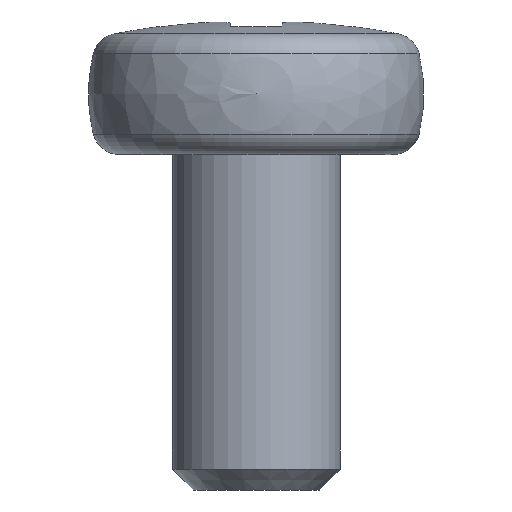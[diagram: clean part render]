
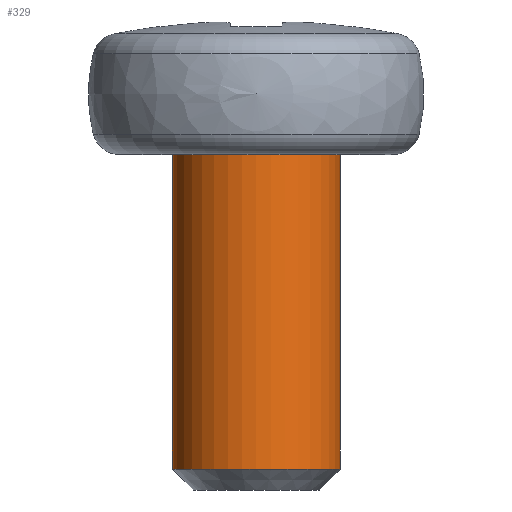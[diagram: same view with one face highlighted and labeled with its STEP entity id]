
A CAD part, left-side view. The second image highlights one B-rep face of the part: STEP entity #329.
In plain terms, the highlighted cylindrical face has radius 1.25 mm (diameter 2.5 mm), a partial arc.
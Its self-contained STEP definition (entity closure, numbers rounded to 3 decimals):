
#73 = VERTEX_POINT ( 'NONE', #158 ) ;
#103 = EDGE_CURVE ( 'NONE', #73, #131, #1514, .T. ) ;
#131 = VERTEX_POINT ( 'NONE', #208 ) ;
#158 = CARTESIAN_POINT ( 'NONE',  ( 0., 1.25, -2.187 ) ) ;
#208 = CARTESIAN_POINT ( 'NONE',  ( 0., 1.25, 2.5 ) ) ;
#245 = CYLINDRICAL_SURFACE ( 'NONE', #1566, 1.25 ) ;
#264 = CARTESIAN_POINT ( 'NONE',  ( 0., -1.25, 2.5 ) ) ;
#273 = CARTESIAN_POINT ( 'NONE',  ( 0., 0., -2.187 ) ) ;
#299 = DIRECTION ( 'NONE',  ( 0., 0., 1. ) ) ;
#329 = ADVANCED_FACE ( 'NONE', ( #1304 ), #245, .T. ) ;
#336 = LINE ( 'NONE', #918, #1542 ) ;
#355 = CIRCLE ( 'NONE', #533, 1.25 ) ;
#384 = CARTESIAN_POINT ( 'NONE',  ( 0., 0., 2.5 ) ) ;
#406 = DIRECTION ( 'NONE',  ( 0., 0., 1. ) ) ;
#425 = CARTESIAN_POINT ( 'NONE',  ( 0., -1.25, -2.187 ) ) ;
#447 = ORIENTED_EDGE ( 'NONE', *, *, #1661, .T. ) ;
#459 = DIRECTION ( 'NONE',  ( 0., 0., 1. ) ) ;
#533 = AXIS2_PLACEMENT_3D ( 'NONE', #1072, #299, #587 ) ;
#545 = DIRECTION ( 'NONE',  ( 0., -1., 0. ) ) ;
#574 = EDGE_CURVE ( 'NONE', #131, #1210, #355, .T. ) ;
#579 = AXIS2_PLACEMENT_3D ( 'NONE', #273, #406, #545 ) ;
#587 = DIRECTION ( 'NONE',  ( 0., -1., 0. ) ) ;
#829 = ORIENTED_EDGE ( 'NONE', *, *, #574, .F. ) ;
#841 = CIRCLE ( 'NONE', #579, 1.25 ) ;
#889 = VECTOR ( 'NONE', #459, 1000. ) ;
#918 = CARTESIAN_POINT ( 'NONE',  ( 0., -1.25, 2.5 ) ) ;
#937 = EDGE_CURVE ( 'NONE', #1337, #1210, #336, .T. ) ;
#1072 = CARTESIAN_POINT ( 'NONE',  ( 0., 0., 2.5 ) ) ;
#1162 = ORIENTED_EDGE ( 'NONE', *, *, #103, .F. ) ;
#1210 = VERTEX_POINT ( 'NONE', #264 ) ;
#1228 = CARTESIAN_POINT ( 'NONE',  ( 0., 1.25, 2.5 ) ) ;
#1277 = DIRECTION ( 'NONE',  ( 0., 0., 1. ) ) ;
#1304 = FACE_OUTER_BOUND ( 'NONE', #1672, .T. ) ;
#1337 = VERTEX_POINT ( 'NONE', #425 ) ;
#1417 = DIRECTION ( 'NONE',  ( 0., -1., 0. ) ) ;
#1514 = LINE ( 'NONE', #1228, #889 ) ;
#1542 = VECTOR ( 'NONE', #1655, 1000. ) ;
#1566 = AXIS2_PLACEMENT_3D ( 'NONE', #384, #1277, #1417 ) ;
#1655 = DIRECTION ( 'NONE',  ( 0., 0., 1. ) ) ;
#1661 = EDGE_CURVE ( 'NONE', #73, #1337, #841, .T. ) ;
#1665 = ORIENTED_EDGE ( 'NONE', *, *, #937, .T. ) ;
#1672 = EDGE_LOOP ( 'NONE', ( #1162, #447, #1665, #829 ) ) ;
